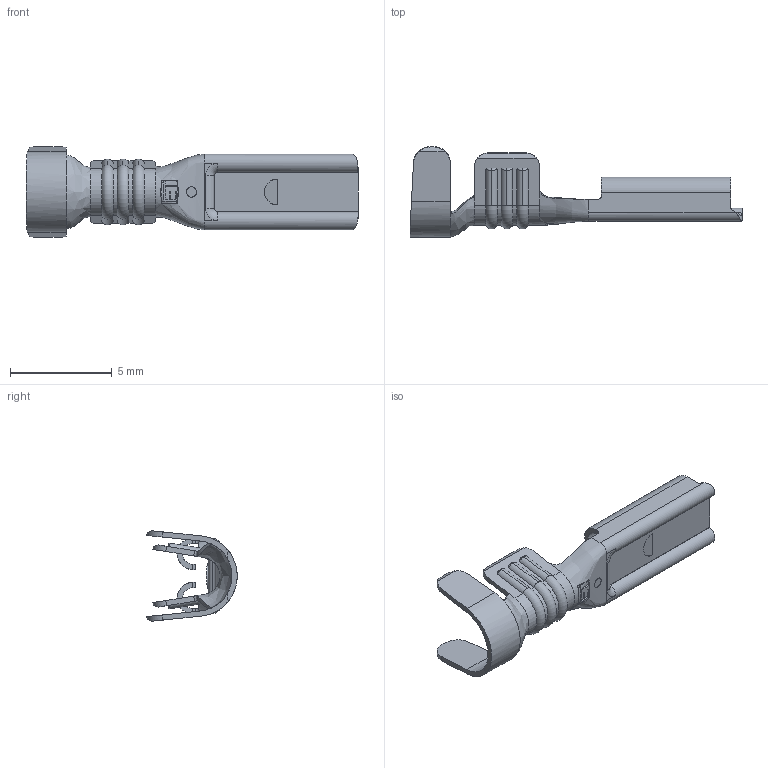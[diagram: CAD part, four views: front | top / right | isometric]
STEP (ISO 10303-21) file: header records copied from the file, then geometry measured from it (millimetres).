
FILE_DESCRIPTION (( 'STEP AP203' ), '1' );
FILE_NAME ('07326.STEP', '2015-01-28T20:57:55', ( '' ), ( '' ), 'SwSTEP 2.0', 'SolidWorks 2014', '' );
FILE_SCHEMA (( 'CONFIG_CONTROL_DESIGN' ));
Length unit declared in the file: inch
Products named in the file (1): 07326
Bounding box: 16.31 x 4.45 x 4.45 mm (x, y, z)
Volume: 34.1 mm3; surface area: 293.9 mm2
Topology: 1 solids, 1 shells, 229 faces, 589 edges, 369 vertices
Faces by surface type: plane 122, cylinder 59, torus 23, bspline 19, cone 6
Entity records: 8471 total; most frequent: CARTESIAN_POINT 3033, ORIENTED_EDGE 1178, DIRECTION 1044, EDGE_CURVE 589, VERTEX_POINT 369, AXIS2_PLACEMENT_3D 367, VECTOR 310, LINE 310
